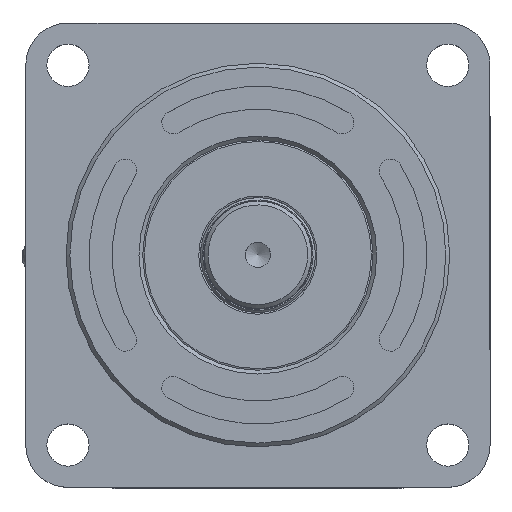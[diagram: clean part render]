
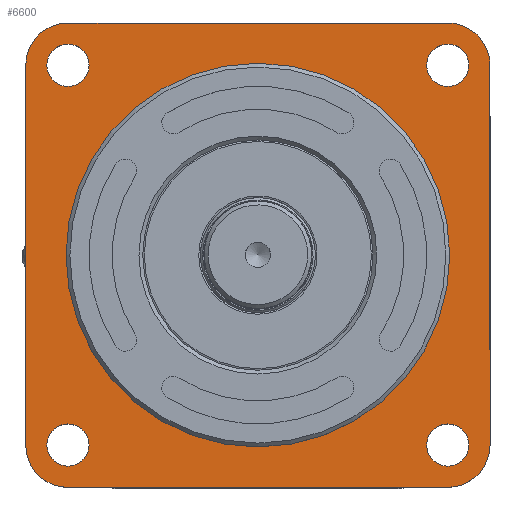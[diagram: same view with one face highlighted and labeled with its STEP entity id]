
A CAD part, top view. The second image highlights one B-rep face of the part: STEP entity #6600.
In plain terms, the highlighted planar face has unit normal (0, 0, 1).
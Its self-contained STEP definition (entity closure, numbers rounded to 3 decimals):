
#183 = CARTESIAN_POINT ( 'NONE',  ( -30.25, -24.75, 0. ) ) ;
#209 = EDGE_CURVE ( 'NONE', #62571, #34410, #10528, .T. ) ;
#726 = FACE_BOUND ( 'NONE', #11929, .T. ) ;
#780 = EDGE_CURVE ( 'NONE', #12303, #12303, #878, .T. ) ;
#878 = CIRCLE ( 'NONE', #50757, 2.75 ) ;
#1860 = CARTESIAN_POINT ( 'NONE',  ( -24.75, -30.25, 0. ) ) ;
#2495 = DIRECTION ( 'NONE',  ( 1., 0., 0. ) ) ;
#3454 = CARTESIAN_POINT ( 'NONE',  ( 25., 0., 0. ) ) ;
#4507 = AXIS2_PLACEMENT_3D ( 'NONE', #66197, #51276, #25099 ) ;
#5810 = FACE_BOUND ( 'NONE', #29724, .T. ) ;
#6085 = VERTEX_POINT ( 'NONE', #39242 ) ;
#6253 = EDGE_CURVE ( 'NONE', #60810, #60810, #51140, .T. ) ;
#6440 = VERTEX_POINT ( 'NONE', #1860 ) ;
#6600 = ADVANCED_FACE ( 'NONE', ( #5810, #11242, #32278, #726, #10571, #21404 ), #42466, .T. ) ;
#8323 = DIRECTION ( 'NONE',  ( 0., 0., 1. ) ) ;
#8887 = LINE ( 'NONE', #60480, #63057 ) ;
#9887 = CARTESIAN_POINT ( 'NONE',  ( 27.499, -24.749, 0. ) ) ;
#9901 = ORIENTED_EDGE ( 'NONE', *, *, #55408, .T. ) ;
#10315 = EDGE_CURVE ( 'NONE', #13979, #13979, #26500, .T. ) ;
#10416 = AXIS2_PLACEMENT_3D ( 'NONE', #38929, #60307, #13468 ) ;
#10528 = CIRCLE ( 'NONE', #35486, 5.5 ) ;
#10571 = FACE_BOUND ( 'NONE', #37539, .T. ) ;
#10694 = CARTESIAN_POINT ( 'NONE',  ( 24.749, -24.749, 0. ) ) ;
#10744 = VECTOR ( 'NONE', #55518, 1000. ) ;
#11242 = FACE_BOUND ( 'NONE', #23414, .T. ) ;
#11929 = EDGE_LOOP ( 'NONE', ( #67111 ) ) ;
#12303 = VERTEX_POINT ( 'NONE', #34006 ) ;
#12838 = ORIENTED_EDGE ( 'NONE', *, *, #6253, .F. ) ;
#13152 = DIRECTION ( 'NONE',  ( 0., 1., 0. ) ) ;
#13379 = ORIENTED_EDGE ( 'NONE', *, *, #21559, .T. ) ;
#13420 = DIRECTION ( 'NONE',  ( 1., 0., 0. ) ) ;
#13468 = DIRECTION ( 'NONE',  ( 1., 0., 0. ) ) ;
#13979 = VERTEX_POINT ( 'NONE', #3454 ) ;
#14436 = ORIENTED_EDGE ( 'NONE', *, *, #780, .F. ) ;
#14591 = EDGE_CURVE ( 'NONE', #44189, #54246, #41439, .T. ) ;
#14632 = LINE ( 'NONE', #40093, #29318 ) ;
#15107 = DIRECTION ( 'NONE',  ( 1., 0., 0. ) ) ;
#16418 = ORIENTED_EDGE ( 'NONE', *, *, #10315, .F. ) ;
#16668 = DIRECTION ( 'NONE',  ( 1., 0., 0. ) ) ;
#17111 = EDGE_CURVE ( 'NONE', #65847, #6440, #54021, .T. ) ;
#17332 = CARTESIAN_POINT ( 'NONE',  ( -24.749, 24.749, 0. ) ) ;
#19190 = CARTESIAN_POINT ( 'NONE',  ( -30.25, 30.25, 0. ) ) ;
#19665 = CIRCLE ( 'NONE', #4507, 2.75 ) ;
#20366 = EDGE_CURVE ( 'NONE', #6085, #62571, #59662, .T. ) ;
#20479 = CARTESIAN_POINT ( 'NONE',  ( 0., 0., 0. ) ) ;
#21006 = VERTEX_POINT ( 'NONE', #36802 ) ;
#21404 = FACE_OUTER_BOUND ( 'NONE', #41663, .T. ) ;
#21559 = EDGE_CURVE ( 'NONE', #6440, #21006, #8887, .T. ) ;
#22072 = DIRECTION ( 'NONE',  ( 0., 0., 1. ) ) ;
#23414 = EDGE_LOOP ( 'NONE', ( #24588 ) ) ;
#24141 = CARTESIAN_POINT ( 'NONE',  ( -24.75, -24.75, 0. ) ) ;
#24588 = ORIENTED_EDGE ( 'NONE', *, *, #56226, .F. ) ;
#25099 = DIRECTION ( 'NONE',  ( 1., 0., 0. ) ) ;
#26500 = CIRCLE ( 'NONE', #53678, 25. ) ;
#28366 = LINE ( 'NONE', #19190, #10744 ) ;
#29318 = VECTOR ( 'NONE', #66207, 1000. ) ;
#29724 = EDGE_LOOP ( 'NONE', ( #14436 ) ) ;
#29872 = ORIENTED_EDGE ( 'NONE', *, *, #43605, .T. ) ;
#30120 = ORIENTED_EDGE ( 'NONE', *, *, #63808, .T. ) ;
#32278 = FACE_BOUND ( 'NONE', #50606, .T. ) ;
#33142 = ORIENTED_EDGE ( 'NONE', *, *, #14591, .T. ) ;
#33415 = AXIS2_PLACEMENT_3D ( 'NONE', #24141, #64892, #59815 ) ;
#34006 = CARTESIAN_POINT ( 'NONE',  ( -21.999, 24.749, 0. ) ) ;
#34210 = CARTESIAN_POINT ( 'NONE',  ( 30.25, 30.25, 0. ) ) ;
#34410 = VERTEX_POINT ( 'NONE', #49647 ) ;
#34693 = DIRECTION ( 'NONE',  ( 1., 0., 0. ) ) ;
#35486 = AXIS2_PLACEMENT_3D ( 'NONE', #59585, #8323, #13420 ) ;
#35824 = VERTEX_POINT ( 'NONE', #66038 ) ;
#36802 = CARTESIAN_POINT ( 'NONE',  ( 24.75, -30.25, 0. ) ) ;
#37539 = EDGE_LOOP ( 'NONE', ( #16418 ) ) ;
#37560 = AXIS2_PLACEMENT_3D ( 'NONE', #58193, #48995, #2495 ) ;
#38049 = DIRECTION ( 'NONE',  ( 0., 0., 1. ) ) ;
#38086 = AXIS2_PLACEMENT_3D ( 'NONE', #42125, #53001, #16668 ) ;
#38929 = CARTESIAN_POINT ( 'NONE',  ( 24.75, -24.75, 0. ) ) ;
#39242 = CARTESIAN_POINT ( 'NONE',  ( 30.25, -24.75, 0. ) ) ;
#40093 = CARTESIAN_POINT ( 'NONE',  ( -30.25, 30.25, 0. ) ) ;
#41205 = DIRECTION ( 'NONE',  ( 0., 0., 1. ) ) ;
#41335 = AXIS2_PLACEMENT_3D ( 'NONE', #10694, #47027, #15107 ) ;
#41439 = CIRCLE ( 'NONE', #59995, 5.5 ) ;
#41534 = DIRECTION ( 'NONE',  ( 1., 0., 0. ) ) ;
#41663 = EDGE_LOOP ( 'NONE', ( #9901, #46429, #13379, #30120, #52812, #56324, #29872, #33142 ) ) ;
#42125 = CARTESIAN_POINT ( 'NONE',  ( 0., 0., 0. ) ) ;
#42466 = PLANE ( 'NONE',  #38086 ) ;
#42897 = VECTOR ( 'NONE', #13152, 1000. ) ;
#43605 = EDGE_CURVE ( 'NONE', #34410, #44189, #28366, .T. ) ;
#43923 = CARTESIAN_POINT ( 'NONE',  ( -24.75, 30.25, 0. ) ) ;
#44189 = VERTEX_POINT ( 'NONE', #43923 ) ;
#46044 = CARTESIAN_POINT ( 'NONE',  ( -21.999, -24.749, 0. ) ) ;
#46429 = ORIENTED_EDGE ( 'NONE', *, *, #17111, .T. ) ;
#47027 = DIRECTION ( 'NONE',  ( 0., 0., 1. ) ) ;
#48563 = CARTESIAN_POINT ( 'NONE',  ( -24.75, 24.75, 0. ) ) ;
#48995 = DIRECTION ( 'NONE',  ( 0., 0., 1. ) ) ;
#49647 = CARTESIAN_POINT ( 'NONE',  ( 24.75, 30.25, 0. ) ) ;
#50606 = EDGE_LOOP ( 'NONE', ( #12838 ) ) ;
#50757 = AXIS2_PLACEMENT_3D ( 'NONE', #17332, #38049, #58748 ) ;
#51140 = CIRCLE ( 'NONE', #41335, 2.75 ) ;
#51276 = DIRECTION ( 'NONE',  ( 0., 0., 1. ) ) ;
#52812 = ORIENTED_EDGE ( 'NONE', *, *, #20366, .T. ) ;
#53001 = DIRECTION ( 'NONE',  ( 0., 0., 1. ) ) ;
#53678 = AXIS2_PLACEMENT_3D ( 'NONE', #20479, #41205, #41534 ) ;
#53707 = CARTESIAN_POINT ( 'NONE',  ( 30.25, 24.75, 0. ) ) ;
#54021 = CIRCLE ( 'NONE', #33415, 5.5 ) ;
#54246 = VERTEX_POINT ( 'NONE', #56949 ) ;
#55408 = EDGE_CURVE ( 'NONE', #54246, #65847, #14632, .T. ) ;
#55518 = DIRECTION ( 'NONE',  ( -1., 0., 0. ) ) ;
#56226 = EDGE_CURVE ( 'NONE', #61598, #61598, #19665, .T. ) ;
#56324 = ORIENTED_EDGE ( 'NONE', *, *, #209, .T. ) ;
#56949 = CARTESIAN_POINT ( 'NONE',  ( -30.25, 24.75, 0. ) ) ;
#58193 = CARTESIAN_POINT ( 'NONE',  ( 24.749, 24.749, 0. ) ) ;
#58748 = DIRECTION ( 'NONE',  ( 1., 0., 0. ) ) ;
#59585 = CARTESIAN_POINT ( 'NONE',  ( 24.75, 24.75, 0. ) ) ;
#59662 = LINE ( 'NONE', #34210, #42897 ) ;
#59815 = DIRECTION ( 'NONE',  ( 1., 0., 0. ) ) ;
#59995 = AXIS2_PLACEMENT_3D ( 'NONE', #48563, #22072, #63494 ) ;
#60307 = DIRECTION ( 'NONE',  ( 0., 0., 1. ) ) ;
#60480 = CARTESIAN_POINT ( 'NONE',  ( -30.25, -30.25, 0. ) ) ;
#60810 = VERTEX_POINT ( 'NONE', #9887 ) ;
#61598 = VERTEX_POINT ( 'NONE', #46044 ) ;
#62571 = VERTEX_POINT ( 'NONE', #53707 ) ;
#63057 = VECTOR ( 'NONE', #34693, 1000. ) ;
#63494 = DIRECTION ( 'NONE',  ( 1., 0., 0. ) ) ;
#63808 = EDGE_CURVE ( 'NONE', #21006, #6085, #64613, .T. ) ;
#63965 = EDGE_CURVE ( 'NONE', #35824, #35824, #66799, .T. ) ;
#64613 = CIRCLE ( 'NONE', #10416, 5.5 ) ;
#64892 = DIRECTION ( 'NONE',  ( 0., 0., 1. ) ) ;
#65847 = VERTEX_POINT ( 'NONE', #183 ) ;
#66038 = CARTESIAN_POINT ( 'NONE',  ( 27.499, 24.749, 0. ) ) ;
#66197 = CARTESIAN_POINT ( 'NONE',  ( -24.749, -24.749, 0. ) ) ;
#66207 = DIRECTION ( 'NONE',  ( 0., -1., 0. ) ) ;
#66799 = CIRCLE ( 'NONE', #37560, 2.75 ) ;
#67111 = ORIENTED_EDGE ( 'NONE', *, *, #63965, .F. ) ;
